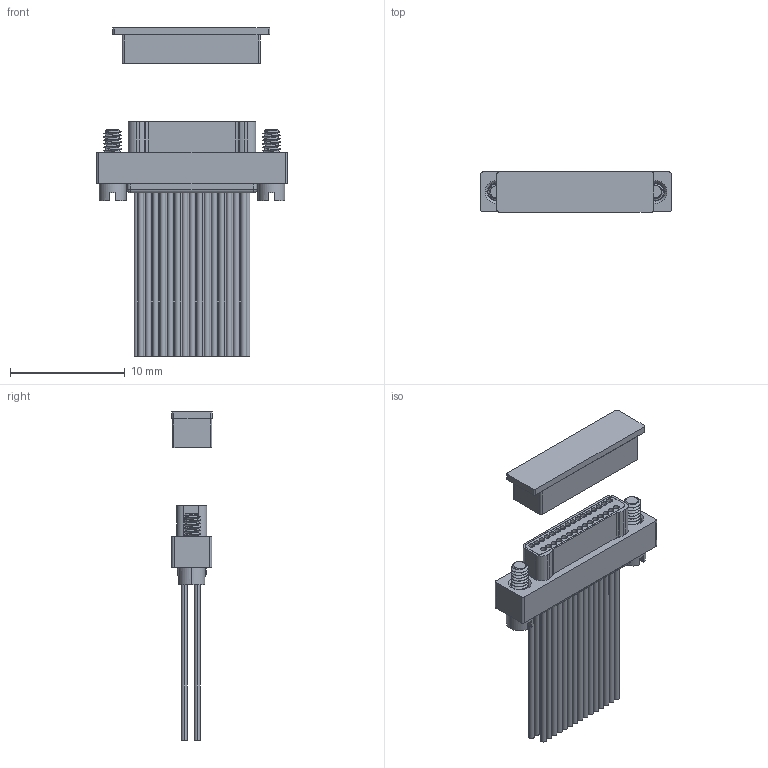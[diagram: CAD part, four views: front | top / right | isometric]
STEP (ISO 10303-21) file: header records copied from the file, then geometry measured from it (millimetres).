
FILE_DESCRIPTION((''),'2;1');
FILE_NAME('FWMD0-S0310300-002_ASM','2024-10-24T',('gongcheng6'),(''),'PRO/ENGINEER BY PARAMETRIC TECHNOLOGY CORPORATION, 2010280','PRO/ENGINEER BY PARAMETRIC TECHNOLOGY CORPORATION, 2010280','');
FILE_SCHEMA(('CONFIG_CONTROL_DESIGN'));
Length unit declared in the file: millimetre
Products named in the file (6): PRODUCT_5950; PRODUCT_8053; FWMD0-S0310300-002-5940; FWMD0-S0310300-002-525_ASM; _FWMD0-S0310300-002; FWMD0-S0310300-002_ASM
Assembly tree (6 placements, depth 3):
  FWMD0-S0310300-002_ASM
    FWMD0-S0310300-002-525_ASM
      PRODUCT_5950  x2
      PRODUCT_8053
      FWMD0-S0310300-002-5940
    _FWMD0-S0310300-002
Bounding box: 16.61 x 3.52 x 28.57 mm (x, y, z)
Volume: 402.2 mm3; surface area: 1595.1 mm2
Topology: 4 solids, 4 shells, 497 faces, 1244 edges, 727 vertices
Faces by surface type: cylinder 294, plane 123, sphere 66, cone 10, bspline 4
Entity records: 17398 total; most frequent: CARTESIAN_POINT 6853, DIRECTION 2397, ORIENTED_EDGE 1984, AXIS2_PLACEMENT_3D 1005, EDGE_CURVE 992, VERTEX_POINT 645, EDGE_LOOP 555, CIRCLE 539
